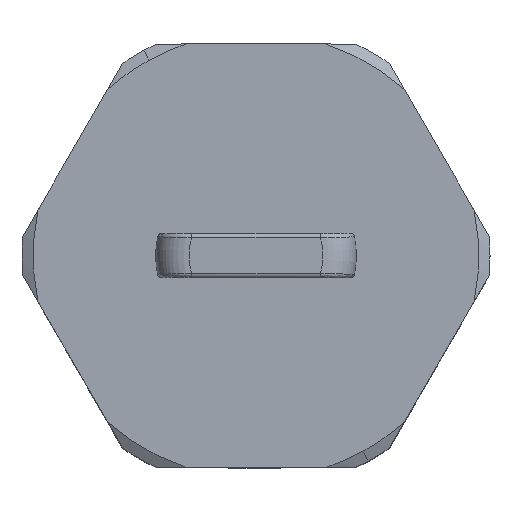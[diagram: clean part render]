
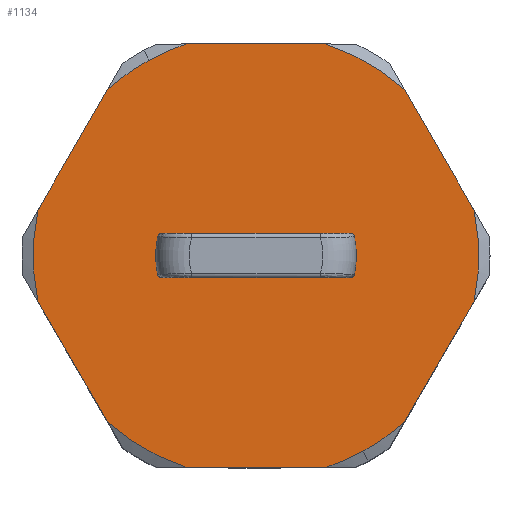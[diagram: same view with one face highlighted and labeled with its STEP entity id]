
A CAD part, top view. The second image highlights one B-rep face of the part: STEP entity #1134.
In plain terms, the highlighted planar face has unit normal (0, 0, 1).
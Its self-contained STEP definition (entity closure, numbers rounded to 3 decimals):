
#466=CARTESIAN_POINT('Vertex',(-3.122,9.5,26.5)) ;
#469=CARTESIAN_POINT('Line Origine',(0.,9.5,26.5)) ;
#473=CARTESIAN_POINT('Vertex',(3.122,9.5,26.5)) ;
#509=CARTESIAN_POINT('Vertex',(-4.794,8.776,26.5)) ;
#514=CARTESIAN_POINT('Axis2P3D Location',(0.,0.,26.5)) ;
#536=CARTESIAN_POINT('Vertex',(-6.666,7.454,26.5)) ;
#541=CARTESIAN_POINT('Axis2P3D Location',(0.,0.,26.5)) ;
#579=CARTESIAN_POINT('Vertex',(-9.788,2.046,26.5)) ;
#582=CARTESIAN_POINT('Line Origine',(-8.227,4.75,26.5)) ;
#698=CARTESIAN_POINT('Vertex',(-6.666,-7.454,26.5)) ;
#701=CARTESIAN_POINT('Line Origine',(-8.227,-4.75,26.5)) ;
#705=CARTESIAN_POINT('Vertex',(-9.788,-2.046,26.5)) ;
#789=CARTESIAN_POINT('Vertex',(3.122,-9.5,26.5)) ;
#792=CARTESIAN_POINT('Line Origine',(0.,-9.5,26.5)) ;
#796=CARTESIAN_POINT('Vertex',(-3.122,-9.5,26.5)) ;
#885=CARTESIAN_POINT('Vertex',(9.788,-2.046,26.5)) ;
#888=CARTESIAN_POINT('Line Origine',(8.227,-4.75,26.5)) ;
#892=CARTESIAN_POINT('Vertex',(6.666,-7.454,26.5)) ;
#969=CARTESIAN_POINT('Vertex',(6.666,7.454,26.5)) ;
#972=CARTESIAN_POINT('Line Origine',(8.227,4.75,26.5)) ;
#976=CARTESIAN_POINT('Vertex',(9.788,2.046,26.5)) ;
#1008=CARTESIAN_POINT('Axis2P3D Location',(0.,0.,26.5)) ;
#1020=CARTESIAN_POINT('Axis2P3D Location',(0.,0.,26.5)) ;
#1025=CARTESIAN_POINT('Axis2P3D Location',(0.,0.,26.5)) ;
#1030=CARTESIAN_POINT('Axis2P3D Location',(0.,0.,26.5)) ;
#1035=CARTESIAN_POINT('Axis2P3D Location',(0.,0.,26.5)) ;
#1039=CARTESIAN_POINT('Vertex',(4.794,-8.776,26.5)) ;
#1042=CARTESIAN_POINT('Axis2P3D Location',(0.,0.,26.5)) ;
#1047=CARTESIAN_POINT('Axis2P3D Location',(0.,0.,26.5)) ;
#1068=CARTESIAN_POINT('Axis2P3D Location',(4.225,-0.8,26.5)) ;
#1072=CARTESIAN_POINT('Vertex',(4.225,-1.,26.5)) ;
#1074=CARTESIAN_POINT('Vertex',(4.421,-0.837,26.5)) ;
#1077=CARTESIAN_POINT('Line Origine',(0.,-1.,26.5)) ;
#1081=CARTESIAN_POINT('Vertex',(-4.225,-1.,26.5)) ;
#1084=CARTESIAN_POINT('Axis2P3D Location',(-4.225,-0.8,26.5)) ;
#1088=CARTESIAN_POINT('Vertex',(-4.421,-0.837,26.5)) ;
#1091=CARTESIAN_POINT('Axis2P3D Location',(0.,0.,26.5)) ;
#1095=CARTESIAN_POINT('Vertex',(-4.421,0.837,26.5)) ;
#1098=CARTESIAN_POINT('Axis2P3D Location',(-4.225,0.8,26.5)) ;
#1102=CARTESIAN_POINT('Vertex',(-4.225,1.,26.5)) ;
#1105=CARTESIAN_POINT('Line Origine',(0.,1.,26.5)) ;
#1109=CARTESIAN_POINT('Vertex',(4.225,1.,26.5)) ;
#1112=CARTESIAN_POINT('Axis2P3D Location',(4.225,0.8,26.5)) ;
#1116=CARTESIAN_POINT('Vertex',(4.421,0.837,26.5)) ;
#1119=CARTESIAN_POINT('Axis2P3D Location',(0.,0.,26.5)) ;
#471=VECTOR('Line Direction',#470,1.) ;
#584=VECTOR('Line Direction',#583,1.) ;
#703=VECTOR('Line Direction',#702,1.) ;
#794=VECTOR('Line Direction',#793,1.) ;
#890=VECTOR('Line Direction',#889,1.) ;
#974=VECTOR('Line Direction',#973,1.) ;
#1079=VECTOR('Line Direction',#1078,1.) ;
#1107=VECTOR('Line Direction',#1106,1.) ;
#470=DIRECTION('Vector Direction',(-1.,0.,0.)) ;
#515=DIRECTION('Axis2P3D Direction',(0.,0.,-1.)) ;
#542=DIRECTION('Axis2P3D Direction',(0.,0.,-1.)) ;
#583=DIRECTION('Vector Direction',(-0.5,-0.866,0.)) ;
#702=DIRECTION('Vector Direction',(0.5,-0.866,0.)) ;
#793=DIRECTION('Vector Direction',(1.,0.,0.)) ;
#889=DIRECTION('Vector Direction',(0.5,0.866,0.)) ;
#973=DIRECTION('Vector Direction',(-0.5,0.866,0.)) ;
#1009=DIRECTION('Axis2P3D Direction',(0.,0.,-1.)) ;
#1021=DIRECTION('Axis2P3D Direction',(0.,0.,1.)) ;
#1022=DIRECTION('Axis2P3D XDirection',(1.,0.,0.)) ;
#1026=DIRECTION('Axis2P3D Direction',(0.,0.,1.)) ;
#1031=DIRECTION('Axis2P3D Direction',(0.,0.,1.)) ;
#1036=DIRECTION('Axis2P3D Direction',(0.,0.,1.)) ;
#1043=DIRECTION('Axis2P3D Direction',(0.,0.,1.)) ;
#1048=DIRECTION('Axis2P3D Direction',(0.,0.,1.)) ;
#1069=DIRECTION('Axis2P3D Direction',(0.,0.,1.)) ;
#1078=DIRECTION('Vector Direction',(1.,0.,0.)) ;
#1085=DIRECTION('Axis2P3D Direction',(0.,0.,1.)) ;
#1092=DIRECTION('Axis2P3D Direction',(0.,0.,1.)) ;
#1099=DIRECTION('Axis2P3D Direction',(0.,0.,1.)) ;
#1106=DIRECTION('Vector Direction',(1.,0.,0.)) ;
#1113=DIRECTION('Axis2P3D Direction',(0.,0.,1.)) ;
#1120=DIRECTION('Axis2P3D Direction',(0.,0.,1.)) ;
#516=AXIS2_PLACEMENT_3D('Circle Axis2P3D',#514,#515,$) ;
#543=AXIS2_PLACEMENT_3D('Circle Axis2P3D',#541,#542,$) ;
#1010=AXIS2_PLACEMENT_3D('Circle Axis2P3D',#1008,#1009,$) ;
#1023=AXIS2_PLACEMENT_3D('Plane Axis2P3D',#1020,#1021,#1022) ;
#1027=AXIS2_PLACEMENT_3D('Circle Axis2P3D',#1025,#1026,$) ;
#1032=AXIS2_PLACEMENT_3D('Circle Axis2P3D',#1030,#1031,$) ;
#1037=AXIS2_PLACEMENT_3D('Circle Axis2P3D',#1035,#1036,$) ;
#1044=AXIS2_PLACEMENT_3D('Circle Axis2P3D',#1042,#1043,$) ;
#1049=AXIS2_PLACEMENT_3D('Circle Axis2P3D',#1047,#1048,$) ;
#1070=AXIS2_PLACEMENT_3D('Circle Axis2P3D',#1068,#1069,$) ;
#1086=AXIS2_PLACEMENT_3D('Circle Axis2P3D',#1084,#1085,$) ;
#1093=AXIS2_PLACEMENT_3D('Circle Axis2P3D',#1091,#1092,$) ;
#1100=AXIS2_PLACEMENT_3D('Circle Axis2P3D',#1098,#1099,$) ;
#1114=AXIS2_PLACEMENT_3D('Circle Axis2P3D',#1112,#1113,$) ;
#1121=AXIS2_PLACEMENT_3D('Circle Axis2P3D',#1119,#1120,$) ;
#472=LINE('Line',#469,#471) ;
#585=LINE('Line',#582,#584) ;
#704=LINE('Line',#701,#703) ;
#795=LINE('Line',#792,#794) ;
#891=LINE('Line',#888,#890) ;
#975=LINE('Line',#972,#974) ;
#1080=LINE('Line',#1077,#1079) ;
#1108=LINE('Line',#1105,#1107) ;
#517=CIRCLE('generated circle',#516,10.) ;
#544=CIRCLE('generated circle',#543,10.) ;
#1011=CIRCLE('generated circle',#1010,10.) ;
#1028=CIRCLE('generated circle',#1027,10.) ;
#1033=CIRCLE('generated circle',#1032,10.) ;
#1038=CIRCLE('generated circle',#1037,10.) ;
#1045=CIRCLE('generated circle',#1044,10.) ;
#1050=CIRCLE('generated circle',#1049,10.) ;
#1071=CIRCLE('generated circle',#1070,0.2) ;
#1087=CIRCLE('generated circle',#1086,0.2) ;
#1094=CIRCLE('generated circle',#1093,4.5) ;
#1101=CIRCLE('generated circle',#1100,0.2) ;
#1115=CIRCLE('generated circle',#1114,0.2) ;
#1122=CIRCLE('generated circle',#1121,4.5) ;
#1024=PLANE('',#1023) ;
#1133=FACE_BOUND('',#1124,.T.) ;
#475=EDGE_CURVE('',#474,#467,#472,.T.) ;
#518=EDGE_CURVE('',#467,#510,#517,.F.) ;
#545=EDGE_CURVE('',#510,#537,#544,.F.) ;
#586=EDGE_CURVE('',#537,#580,#585,.T.) ;
#707=EDGE_CURVE('',#706,#699,#704,.T.) ;
#798=EDGE_CURVE('',#797,#790,#795,.T.) ;
#894=EDGE_CURVE('',#893,#886,#891,.T.) ;
#978=EDGE_CURVE('',#977,#970,#975,.T.) ;
#1012=EDGE_CURVE('',#970,#474,#1011,.F.) ;
#1029=EDGE_CURVE('',#580,#706,#1028,.T.) ;
#1034=EDGE_CURVE('',#699,#797,#1033,.T.) ;
#1041=EDGE_CURVE('',#790,#1040,#1038,.T.) ;
#1046=EDGE_CURVE('',#1040,#893,#1045,.T.) ;
#1051=EDGE_CURVE('',#886,#977,#1050,.T.) ;
#1076=EDGE_CURVE('',#1073,#1075,#1071,.T.) ;
#1083=EDGE_CURVE('',#1082,#1073,#1080,.T.) ;
#1090=EDGE_CURVE('',#1089,#1082,#1087,.T.) ;
#1097=EDGE_CURVE('',#1096,#1089,#1094,.T.) ;
#1104=EDGE_CURVE('',#1103,#1096,#1101,.T.) ;
#1111=EDGE_CURVE('',#1103,#1110,#1108,.T.) ;
#1118=EDGE_CURVE('',#1117,#1110,#1115,.T.) ;
#1123=EDGE_CURVE('',#1075,#1117,#1122,.T.) ;
#1053=ORIENTED_EDGE('',*,*,#475,.T.) ;
#1054=ORIENTED_EDGE('',*,*,#518,.T.) ;
#1055=ORIENTED_EDGE('',*,*,#545,.T.) ;
#1056=ORIENTED_EDGE('',*,*,#586,.T.) ;
#1057=ORIENTED_EDGE('',*,*,#1029,.T.) ;
#1058=ORIENTED_EDGE('',*,*,#707,.T.) ;
#1059=ORIENTED_EDGE('',*,*,#1034,.T.) ;
#1060=ORIENTED_EDGE('',*,*,#798,.T.) ;
#1061=ORIENTED_EDGE('',*,*,#1041,.T.) ;
#1062=ORIENTED_EDGE('',*,*,#1046,.T.) ;
#1063=ORIENTED_EDGE('',*,*,#894,.T.) ;
#1064=ORIENTED_EDGE('',*,*,#1051,.T.) ;
#1065=ORIENTED_EDGE('',*,*,#978,.T.) ;
#1066=ORIENTED_EDGE('',*,*,#1012,.T.) ;
#1125=ORIENTED_EDGE('',*,*,#1076,.F.) ;
#1126=ORIENTED_EDGE('',*,*,#1083,.F.) ;
#1127=ORIENTED_EDGE('',*,*,#1090,.F.) ;
#1128=ORIENTED_EDGE('',*,*,#1097,.F.) ;
#1129=ORIENTED_EDGE('',*,*,#1104,.F.) ;
#1130=ORIENTED_EDGE('',*,*,#1111,.T.) ;
#1131=ORIENTED_EDGE('',*,*,#1118,.F.) ;
#1132=ORIENTED_EDGE('',*,*,#1123,.F.) ;
#1052=EDGE_LOOP('',(#1053,#1054,#1055,#1056,#1057,#1058,#1059,#1060,#1061,#1062,#1063,#1064,#1065,#1066)) ;
#1124=EDGE_LOOP('',(#1125,#1126,#1127,#1128,#1129,#1130,#1131,#1132)) ;
#467=VERTEX_POINT('',#466) ;
#474=VERTEX_POINT('',#473) ;
#510=VERTEX_POINT('',#509) ;
#537=VERTEX_POINT('',#536) ;
#580=VERTEX_POINT('',#579) ;
#699=VERTEX_POINT('',#698) ;
#706=VERTEX_POINT('',#705) ;
#790=VERTEX_POINT('',#789) ;
#797=VERTEX_POINT('',#796) ;
#886=VERTEX_POINT('',#885) ;
#893=VERTEX_POINT('',#892) ;
#970=VERTEX_POINT('',#969) ;
#977=VERTEX_POINT('',#976) ;
#1040=VERTEX_POINT('',#1039) ;
#1073=VERTEX_POINT('',#1072) ;
#1075=VERTEX_POINT('',#1074) ;
#1082=VERTEX_POINT('',#1081) ;
#1089=VERTEX_POINT('',#1088) ;
#1096=VERTEX_POINT('',#1095) ;
#1103=VERTEX_POINT('',#1102) ;
#1110=VERTEX_POINT('',#1109) ;
#1117=VERTEX_POINT('',#1116) ;
#1134=ADVANCED_FACE('PartBody',(#1067,#1133),#1024,.T.) ;
#1067=FACE_OUTER_BOUND('',#1052,.T.) ;
